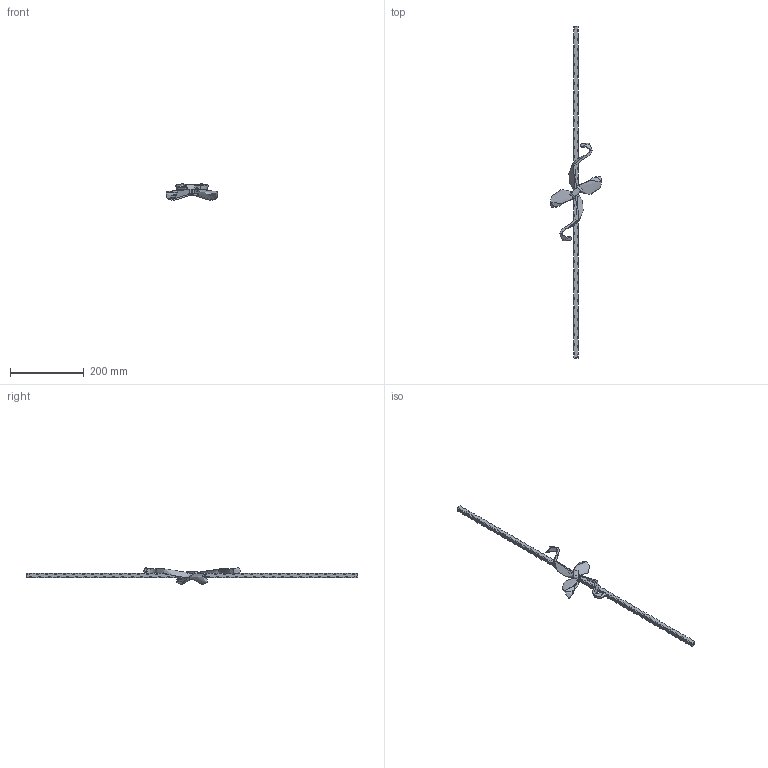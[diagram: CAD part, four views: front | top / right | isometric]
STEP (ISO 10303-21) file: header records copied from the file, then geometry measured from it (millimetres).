
FILE_DESCRIPTION (( 'STEP AP203' ), '1' );
FILE_NAME ('1202.STEP', '2021-03-15T15:57:22', ( '' ), ( '' ), 'SwSTEP 2.0', 'SolidWorks 2018', '' );
FILE_SCHEMA (( 'CONFIG_CONTROL_DESIGN' ));
Length unit declared in the file: millimetre
Products named in the file (10): 1202 Teil1-3_1202 Teil2; 1202 Teil1-3; 1202 Teil1-3_1202 Teil3; 1202; 1202 Teil1-3_1202 Teil1
Assembly tree (7 placements, depth 2):
  1202 Teil1-3
  1202
    1202 Teil1-3
    1202 Teil1-3
  1202 Teil1-3
  1202
    1202 Teil1-3_1202 Teil1  x2
    1202 Teil1-3_1202 Teil2  x2
    1202 Teil1-3_1202 Teil3
  1202 Teil1-3
Bounding box: 138.79 x 900 x 46.8 mm (x, y, z)
Volume: 180545.2 mm3; surface area: 72045.7 mm2
Topology: 5 solids, 5 shells, 797 faces, 2344 edges, 1323 vertices
Faces by surface type: plane 295, bspline 240, torus 180, cylinder 68, cone 14
Entity records: 21997 total; most frequent: CARTESIAN_POINT 10194, ORIENTED_EDGE 2398, DIRECTION 2018, EDGE_CURVE 1199, VERTEX_POINT 739, AXIS2_PLACEMENT_3D 692, VECTOR 634, LINE 634
